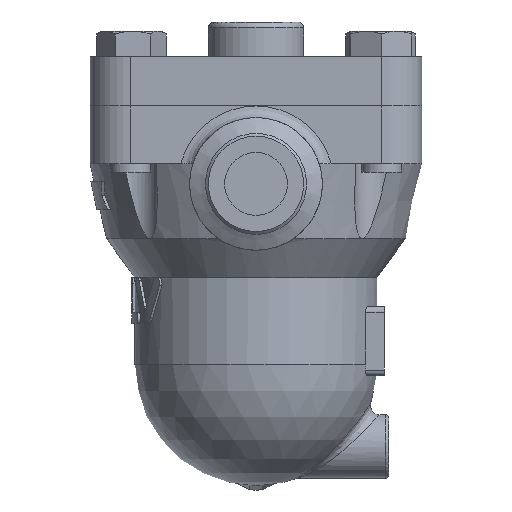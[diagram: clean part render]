
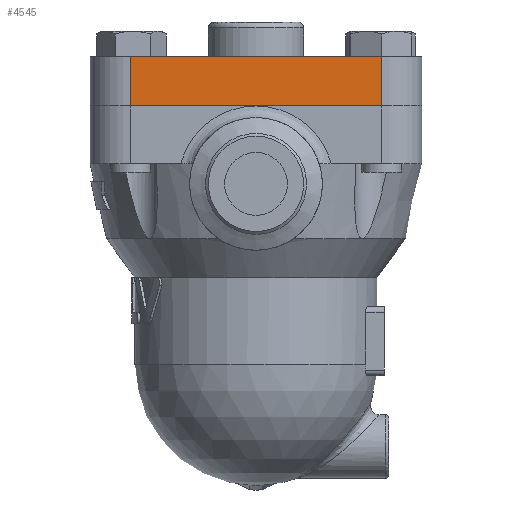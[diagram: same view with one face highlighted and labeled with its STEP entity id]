
A CAD part, left-side view. The second image highlights one B-rep face of the part: STEP entity #4545.
In plain terms, the highlighted planar face has unit normal (-1, 0, 0).
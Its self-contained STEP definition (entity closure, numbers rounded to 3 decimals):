
#4390=CARTESIAN_POINT('',(-57.5,-43.5,0.1));
#4391=VERTEX_POINT('',#4390);
#4399=CARTESIAN_POINT('',(-57.5,43.5,0.1));
#4400=VERTEX_POINT('',#4399);
#4401=CARTESIAN_POINT('',(-57.5,43.5,0.1));
#4402=DIRECTION('',(0.0,-1.0,0.0));
#4403=VECTOR('',#4402,87.0);
#4404=LINE('',#4401,#4403);
#4405=EDGE_CURVE('',#4400,#4391,#4404,.T.);
#4497=CARTESIAN_POINT('',(-57.5,-43.5,17.1));
#4498=VERTEX_POINT('',#4497);
#4506=CARTESIAN_POINT('',(-57.5,-43.5,0.1));
#4507=DIRECTION('',(0.0,0.0,1.0));
#4508=VECTOR('',#4507,17.0);
#4509=LINE('',#4506,#4508);
#4510=EDGE_CURVE('',#4391,#4498,#4509,.T.);
#4522=CARTESIAN_POINT('',(-57.5,0.0,0.1));
#4523=DIRECTION('',(-1.0,0.0,0.0));
#4524=DIRECTION('',(0.0,0.0,1.0));
#4525=AXIS2_PLACEMENT_3D('',#4522,#4523,#4524);
#4526=PLANE('',#4525);
#4527=CARTESIAN_POINT('',(-57.5,43.5,17.1));
#4528=VERTEX_POINT('',#4527);
#4529=CARTESIAN_POINT('',(-57.5,-43.5,17.1));
#4530=DIRECTION('',(0.0,1.0,0.0));
#4531=VECTOR('',#4530,87.0);
#4532=LINE('',#4529,#4531);
#4533=EDGE_CURVE('',#4498,#4528,#4532,.T.);
#4534=ORIENTED_EDGE('',*,*,#4533,.T.);
#4535=CARTESIAN_POINT('',(-57.5,43.5,0.1));
#4536=DIRECTION('',(0.0,0.0,1.0));
#4537=VECTOR('',#4536,17.0);
#4538=LINE('',#4535,#4537);
#4539=EDGE_CURVE('',#4400,#4528,#4538,.T.);
#4540=ORIENTED_EDGE('',*,*,#4539,.F.);
#4541=ORIENTED_EDGE('',*,*,#4405,.T.);
#4542=ORIENTED_EDGE('',*,*,#4510,.T.);
#4543=EDGE_LOOP('',(#4534,#4540,#4541,#4542));
#4544=FACE_OUTER_BOUND('',#4543,.T.);
#4545=ADVANCED_FACE('',(#4544),#4526,.T.);
